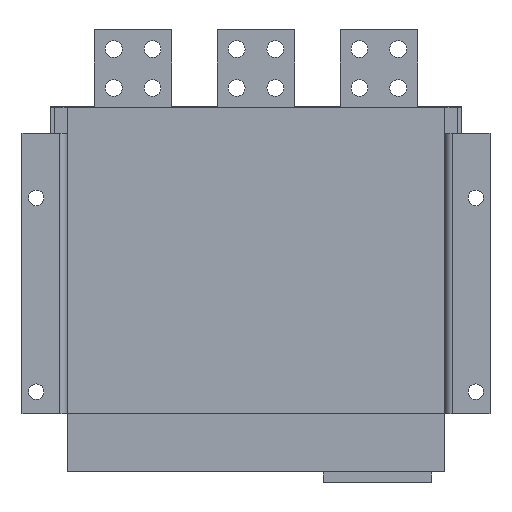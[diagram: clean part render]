
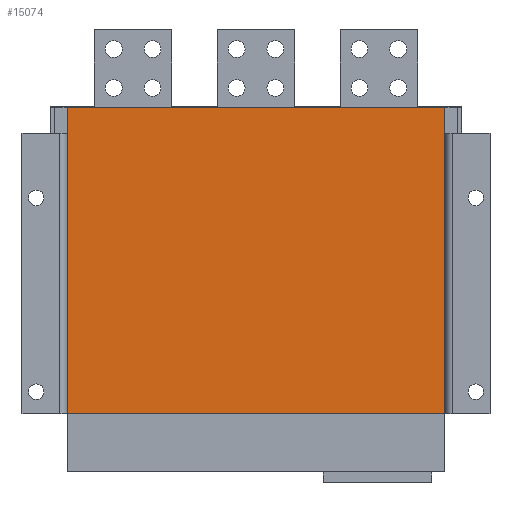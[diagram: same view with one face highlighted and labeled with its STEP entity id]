
A CAD part, front view. The second image highlights one B-rep face of the part: STEP entity #15074.
In plain terms, the highlighted planar face has unit normal (0, -1, 0).
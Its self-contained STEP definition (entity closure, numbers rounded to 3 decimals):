
#1404 = CARTESIAN_POINT ( 'NONE',  ( 13., 5., 282. ) ) ;
#1788 = EDGE_CURVE ( 'NONE', #38107, #18609, #30122, .T. ) ;
#2709 = VECTOR ( 'NONE', #19922, 1000. ) ;
#3148 = EDGE_CURVE ( 'NONE', #18609, #34100, #34107, .T. ) ;
#5839 = AXIS2_PLACEMENT_3D ( 'NONE', #22531, #39023, #29229 ) ;
#8519 = ORIENTED_EDGE ( 'NONE', *, *, #3148, .T. ) ;
#10346 = EDGE_LOOP ( 'NONE', ( #8519, #33179, #42694, #12791 ) ) ;
#12791 = ORIENTED_EDGE ( 'NONE', *, *, #1788, .T. ) ;
#13661 = DIRECTION ( 'NONE',  ( 0., 0., 1. ) ) ;
#13848 = CARTESIAN_POINT ( 'NONE',  ( 305., 5., 282. ) ) ;
#15074 = ADVANCED_FACE ( 'NONE', ( #28422 ), #40803, .T. ) ;
#16658 = CARTESIAN_POINT ( 'NONE',  ( 13., 5., 282. ) ) ;
#18609 = VERTEX_POINT ( 'NONE', #13848 ) ;
#19922 = DIRECTION ( 'NONE',  ( 0., 0., -1. ) ) ;
#21091 = VECTOR ( 'NONE', #13661, 1000. ) ;
#22531 = CARTESIAN_POINT ( 'NONE',  ( 0., 5., 0. ) ) ;
#26673 = DIRECTION ( 'NONE',  ( -1., 0., 0. ) ) ;
#28422 = FACE_OUTER_BOUND ( 'NONE', #10346, .T. ) ;
#29215 = CARTESIAN_POINT ( 'NONE',  ( 305., 5., 45. ) ) ;
#29229 = DIRECTION ( 'NONE',  ( 0., 0., -1. ) ) ;
#29868 = CARTESIAN_POINT ( 'NONE',  ( 13., 5., 45. ) ) ;
#30122 = LINE ( 'NONE', #46040, #21091 ) ;
#33162 = LINE ( 'NONE', #29868, #40762 ) ;
#33179 = ORIENTED_EDGE ( 'NONE', *, *, #52388, .T. ) ;
#34100 = VERTEX_POINT ( 'NONE', #1404 ) ;
#34107 = LINE ( 'NONE', #39320, #52297 ) ;
#38107 = VERTEX_POINT ( 'NONE', #29215 ) ;
#39023 = DIRECTION ( 'NONE',  ( 0., -1., 0. ) ) ;
#39320 = CARTESIAN_POINT ( 'NONE',  ( 305., 5., 282. ) ) ;
#39456 = VERTEX_POINT ( 'NONE', #51293 ) ;
#40762 = VECTOR ( 'NONE', #46611, 1000. ) ;
#40803 = PLANE ( 'NONE',  #5839 ) ;
#42694 = ORIENTED_EDGE ( 'NONE', *, *, #46437, .T. ) ;
#46040 = CARTESIAN_POINT ( 'NONE',  ( 305., 5., 45. ) ) ;
#46437 = EDGE_CURVE ( 'NONE', #39456, #38107, #33162, .T. ) ;
#46611 = DIRECTION ( 'NONE',  ( 1., 0., 0. ) ) ;
#49315 = LINE ( 'NONE', #16658, #2709 ) ;
#51293 = CARTESIAN_POINT ( 'NONE',  ( 13., 5., 45. ) ) ;
#52297 = VECTOR ( 'NONE', #26673, 1000. ) ;
#52388 = EDGE_CURVE ( 'NONE', #34100, #39456, #49315, .T. ) ;
